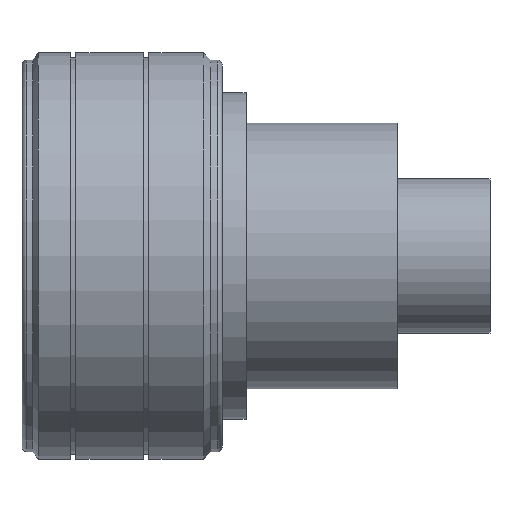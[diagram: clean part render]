
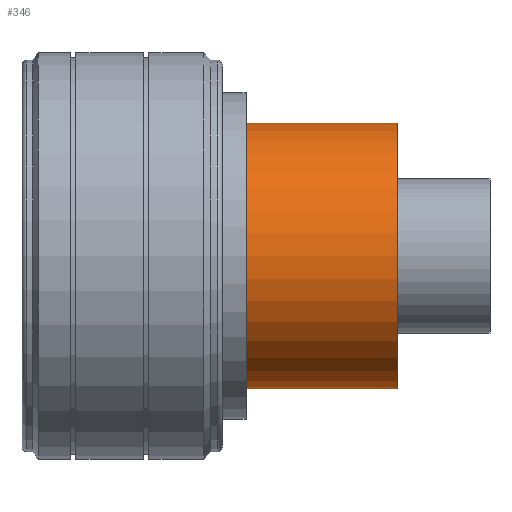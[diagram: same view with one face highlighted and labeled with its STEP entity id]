
A CAD part, top view. The second image highlights one B-rep face of the part: STEP entity #346.
In plain terms, the highlighted cylindrical face has radius 8.008 mm (diameter 16.015 mm), a partial arc.
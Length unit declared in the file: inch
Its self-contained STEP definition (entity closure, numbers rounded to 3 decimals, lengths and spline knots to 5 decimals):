
#66 = EDGE_CURVE ( 'NONE', #2406, #2415, #2679, .T. ) ;
#77 = DIRECTION ( 'NONE',  ( -1., 0., 0. ) ) ;
#105 = CARTESIAN_POINT ( 'NONE',  ( 0.02425, 0., 0. ) ) ;
#170 = VERTEX_POINT ( 'NONE', #1278 ) ;
#346 = ADVANCED_FACE ( 'NONE', ( #1955 ), #1970, .T. ) ;
#383 = DIRECTION ( 'NONE',  ( 0., -1., 0. ) ) ;
#546 = AXIS2_PLACEMENT_3D ( 'NONE', #2689, #2036, #1812 ) ;
#669 = ORIENTED_EDGE ( 'NONE', *, *, #66, .T. ) ;
#675 = AXIS2_PLACEMENT_3D ( 'NONE', #105, #77, #1540 ) ;
#679 = CARTESIAN_POINT ( 'NONE',  ( 0.54657, 0.31526, 0. ) ) ;
#712 = VECTOR ( 'NONE', #1886, 39.37008 ) ;
#714 = EDGE_CURVE ( 'NONE', #170, #1760, #2375, .T. ) ;
#832 = LINE ( 'NONE', #2286, #712 ) ;
#868 = EDGE_CURVE ( 'NONE', #2415, #1760, #832, .T. ) ;
#901 = CARTESIAN_POINT ( 'NONE',  ( 0.90614, 0.31526, 0. ) ) ;
#916 = CARTESIAN_POINT ( 'NONE',  ( 0.90614, -0.31526, 0. ) ) ;
#1024 = EDGE_CURVE ( 'NONE', #2406, #170, #1153, .T. ) ;
#1098 = ORIENTED_EDGE ( 'NONE', *, *, #714, .F. ) ;
#1153 = LINE ( 'NONE', #2589, #1759 ) ;
#1211 = DIRECTION ( 'NONE',  ( -1., 0., 0. ) ) ;
#1278 = CARTESIAN_POINT ( 'NONE',  ( 0.54657, -0.31526, 0. ) ) ;
#1472 = EDGE_LOOP ( 'NONE', ( #669, #2309, #1098, #1603 ) ) ;
#1540 = DIRECTION ( 'NONE',  ( 0., -1., 0. ) ) ;
#1603 = ORIENTED_EDGE ( 'NONE', *, *, #1024, .F. ) ;
#1759 = VECTOR ( 'NONE', #2178, 39.37008 ) ;
#1760 = VERTEX_POINT ( 'NONE', #679 ) ;
#1810 = CARTESIAN_POINT ( 'NONE',  ( 0.54657, 0., 0. ) ) ;
#1812 = DIRECTION ( 'NONE',  ( 0., -1., 0. ) ) ;
#1886 = DIRECTION ( 'NONE',  ( -1., 0., 0. ) ) ;
#1895 = AXIS2_PLACEMENT_3D ( 'NONE', #1810, #1211, #383 ) ;
#1955 = FACE_OUTER_BOUND ( 'NONE', #1472, .T. ) ;
#1970 = CYLINDRICAL_SURFACE ( 'NONE', #675, 0.31526 ) ;
#2036 = DIRECTION ( 'NONE',  ( -1., 0., 0. ) ) ;
#2178 = DIRECTION ( 'NONE',  ( -1., 0., 0. ) ) ;
#2286 = CARTESIAN_POINT ( 'NONE',  ( 0.02425, 0.31526, 0. ) ) ;
#2309 = ORIENTED_EDGE ( 'NONE', *, *, #868, .T. ) ;
#2375 = CIRCLE ( 'NONE', #1895, 0.31526 ) ;
#2406 = VERTEX_POINT ( 'NONE', #916 ) ;
#2415 = VERTEX_POINT ( 'NONE', #901 ) ;
#2589 = CARTESIAN_POINT ( 'NONE',  ( 0.02425, -0.31526, 0. ) ) ;
#2679 = CIRCLE ( 'NONE', #546, 0.31526 ) ;
#2689 = CARTESIAN_POINT ( 'NONE',  ( 0.90614, 0., 0. ) ) ;
